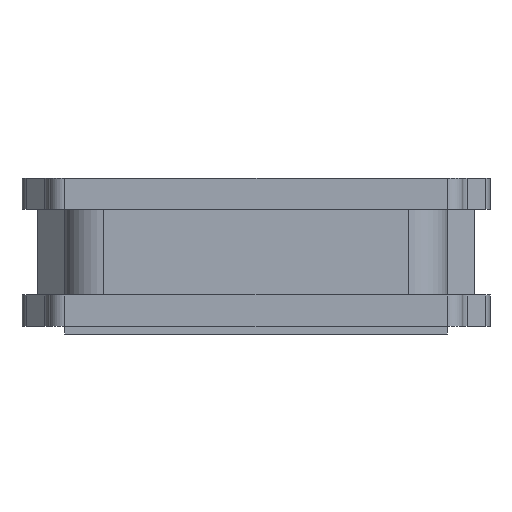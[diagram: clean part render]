
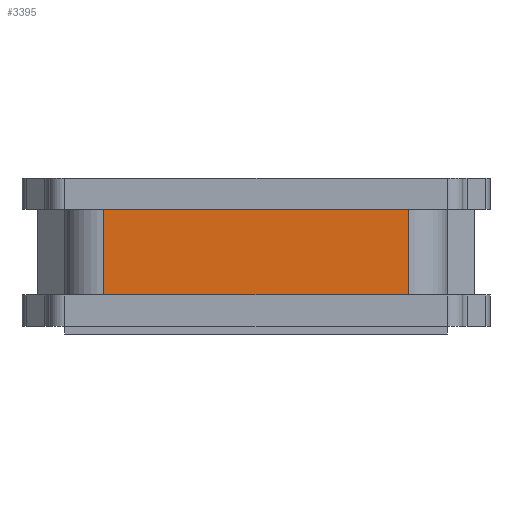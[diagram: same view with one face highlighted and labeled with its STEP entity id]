
A CAD part, front view. The second image highlights one B-rep face of the part: STEP entity #3395.
In plain terms, the highlighted planar face has unit normal (0, -1, 0).
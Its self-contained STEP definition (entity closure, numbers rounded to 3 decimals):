
#17 = DIRECTION ( 'NONE',  ( 1., 0., 0. ) ) ;
#26 = CARTESIAN_POINT ( 'NONE',  ( 1.95, -2.8, 1.6 ) ) ;
#66 = VERTEX_POINT ( 'NONE', #26 ) ;
#171 = VECTOR ( 'NONE', #2651, 1000. ) ;
#175 = ORIENTED_EDGE ( 'NONE', *, *, #187, .T. ) ;
#187 = EDGE_CURVE ( 'NONE', #1484, #1019, #711, .T. ) ;
#221 = DIRECTION ( 'NONE',  ( 0., 0., 1. ) ) ;
#320 = DIRECTION ( 'NONE',  ( 0., 1., 0. ) ) ;
#343 = CARTESIAN_POINT ( 'NONE',  ( -1.95, -2.8, 0.5 ) ) ;
#418 = CARTESIAN_POINT ( 'NONE',  ( -1.95, -2.8, 1.6 ) ) ;
#540 = LINE ( 'NONE', #879, #2548 ) ;
#617 = CARTESIAN_POINT ( 'NONE',  ( -2.45, -2.8, 1.6 ) ) ;
#711 = LINE ( 'NONE', #1822, #1752 ) ;
#849 = CARTESIAN_POINT ( 'NONE',  ( 1.95, -2.8, 1.6 ) ) ;
#864 = CARTESIAN_POINT ( 'NONE',  ( 1.95, -2.8, 0.5 ) ) ;
#879 = CARTESIAN_POINT ( 'NONE',  ( -2.45, -2.8, 1.6 ) ) ;
#1019 = VERTEX_POINT ( 'NONE', #343 ) ;
#1290 = DIRECTION ( 'NONE',  ( 0., 0., -1. ) ) ;
#1350 = VECTOR ( 'NONE', #221, 1000. ) ;
#1375 = DIRECTION ( 'NONE',  ( 0., 0., 1. ) ) ;
#1484 = VERTEX_POINT ( 'NONE', #418 ) ;
#1752 = VECTOR ( 'NONE', #1290, 1000. ) ;
#1756 = EDGE_LOOP ( 'NONE', ( #2660, #175, #3561, #1895 ) ) ;
#1822 = CARTESIAN_POINT ( 'NONE',  ( -1.95, -2.8, 1.6 ) ) ;
#1895 = ORIENTED_EDGE ( 'NONE', *, *, #2169, .T. ) ;
#1937 = AXIS2_PLACEMENT_3D ( 'NONE', #617, #320, #1375 ) ;
#1972 = EDGE_CURVE ( 'NONE', #1019, #2178, #2368, .T. ) ;
#2169 = EDGE_CURVE ( 'NONE', #2178, #66, #2669, .T. ) ;
#2178 = VERTEX_POINT ( 'NONE', #864 ) ;
#2368 = LINE ( 'NONE', #3476, #171 ) ;
#2369 = FACE_OUTER_BOUND ( 'NONE', #1756, .T. ) ;
#2548 = VECTOR ( 'NONE', #17, 1000. ) ;
#2651 = DIRECTION ( 'NONE',  ( 1., 0., 0. ) ) ;
#2660 = ORIENTED_EDGE ( 'NONE', *, *, #3491, .F. ) ;
#2669 = LINE ( 'NONE', #849, #1350 ) ;
#3395 = ADVANCED_FACE ( 'NONE', ( #2369 ), #3477, .F. ) ;
#3476 = CARTESIAN_POINT ( 'NONE',  ( -2.45, -2.8, 0.5 ) ) ;
#3477 = PLANE ( 'NONE',  #1937 ) ;
#3491 = EDGE_CURVE ( 'NONE', #1484, #66, #540, .T. ) ;
#3561 = ORIENTED_EDGE ( 'NONE', *, *, #1972, .T. ) ;
